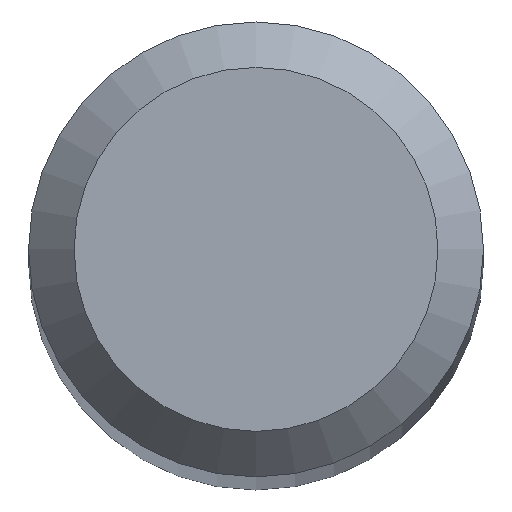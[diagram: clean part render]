
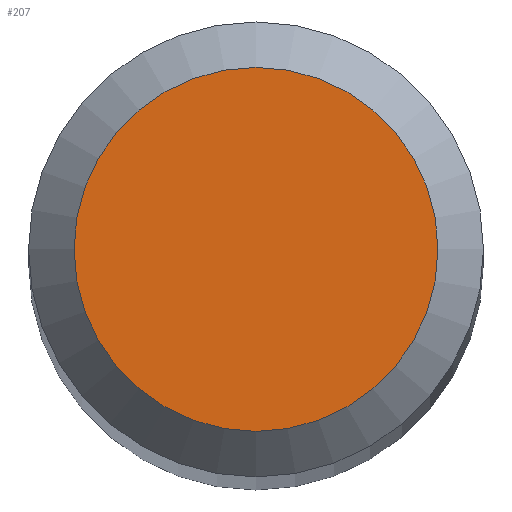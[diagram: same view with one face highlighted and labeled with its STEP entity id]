
A CAD part, top view. The second image highlights one B-rep face of the part: STEP entity #207.
In plain terms, the highlighted planar face has unit normal (0, 0, 1).
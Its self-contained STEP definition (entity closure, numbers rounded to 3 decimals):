
#3 = AXIS2_PLACEMENT_3D ( 'NONE', #214, #143, #145 ) ;
#38 = ORIENTED_EDGE ( 'NONE', *, *, #144, .F. ) ;
#54 = DIRECTION ( 'NONE',  ( 0., 1., 0. ) ) ;
#55 = CARTESIAN_POINT ( 'NONE',  ( 0., 0., 30. ) ) ;
#78 = AXIS2_PLACEMENT_3D ( 'NONE', #55, #80, #54 ) ;
#80 = DIRECTION ( 'NONE',  ( 0., 0., -1. ) ) ;
#143 = DIRECTION ( 'NONE',  ( 0., 0., -1. ) ) ;
#144 = EDGE_CURVE ( 'NONE', #173, #173, #171, .T. ) ;
#145 = DIRECTION ( 'NONE',  ( 0., 1., 0. ) ) ;
#146 = CARTESIAN_POINT ( 'NONE',  ( 0., 0.6, 30. ) ) ;
#166 = EDGE_LOOP ( 'NONE', ( #38 ) ) ;
#171 = CIRCLE ( 'NONE', #78, 0.6 ) ;
#173 = VERTEX_POINT ( 'NONE', #146 ) ;
#207 = ADVANCED_FACE ( 'NONE', ( #213 ), #227, .F. ) ;
#213 = FACE_OUTER_BOUND ( 'NONE', #166, .T. ) ;
#214 = CARTESIAN_POINT ( 'NONE',  ( 0., 0., 30. ) ) ;
#227 = PLANE ( 'NONE',  #3 ) ;
